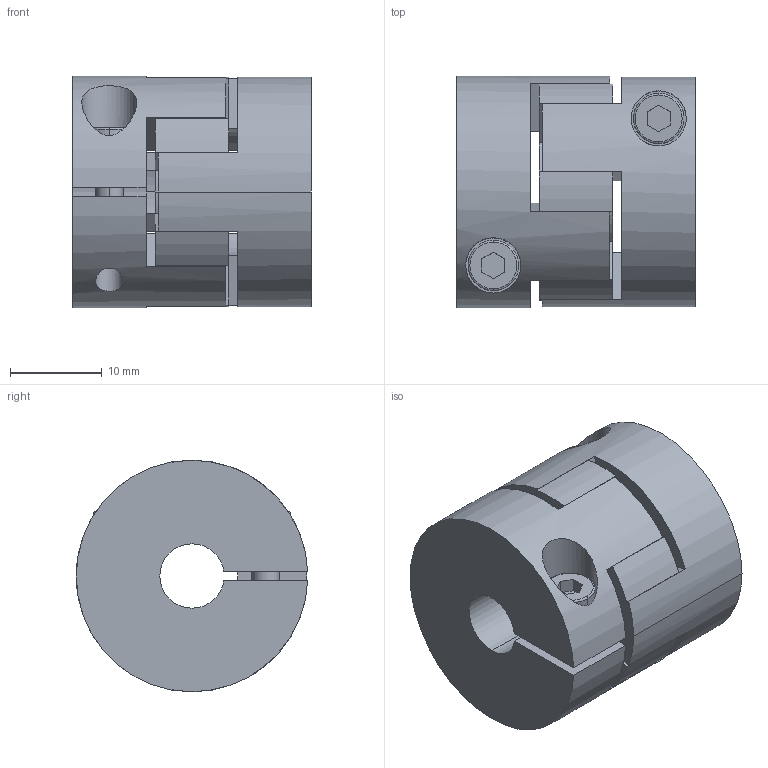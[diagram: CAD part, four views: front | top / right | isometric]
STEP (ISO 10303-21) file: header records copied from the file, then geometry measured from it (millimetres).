
FILE_DESCRIPTION(('STEP AP214'),'1');
FILE_NAME('cctmp_0628AF3F-961D-41EA-B1BD-6387A83F98DF_2023_06_12_11_21_28_0736..stp','2023-06-12T09:21:28',('R+W Antriebselemente GmbH'),('CADClick - www.CADClick.com'),'Spatial InterOp 3D',' ','unknown authorization');
FILE_SCHEMA(('AUTOMOTIVE_DESIGN'));
Length unit declared in the file: millimetre
Products named in the file (4): cc_unnamed; EKL/5/26/A/7/11_2; EKL/5/26/A/7/11_1; EKL/5/26/A/7/11
Assembly tree (3 placements, depth 2):
  cc_unnamed
    EKL/5/26/A/7/11_2
    EKL/5/26/A/7/11_1
    EKL/5/26/A/7/11
Bounding box: 26 x 25.19 x 25.2 mm (x, y, z)
Volume: 9971.9 mm3; surface area: 7004.7 mm2
Topology: 3 solids, 3 shells, 120 faces, 308 edges, 204 vertices
Faces by surface type: plane 62, cylinder 54, torus 4
Entity records: 4961 total; most frequent: CARTESIAN_POINT 852, DIRECTION 668, ORIENTED_EDGE 616, EDGE_CURVE 308, AXIS2_PLACEMENT_3D 244, VERTEX_POINT 204, LINE 180, VECTOR 180
